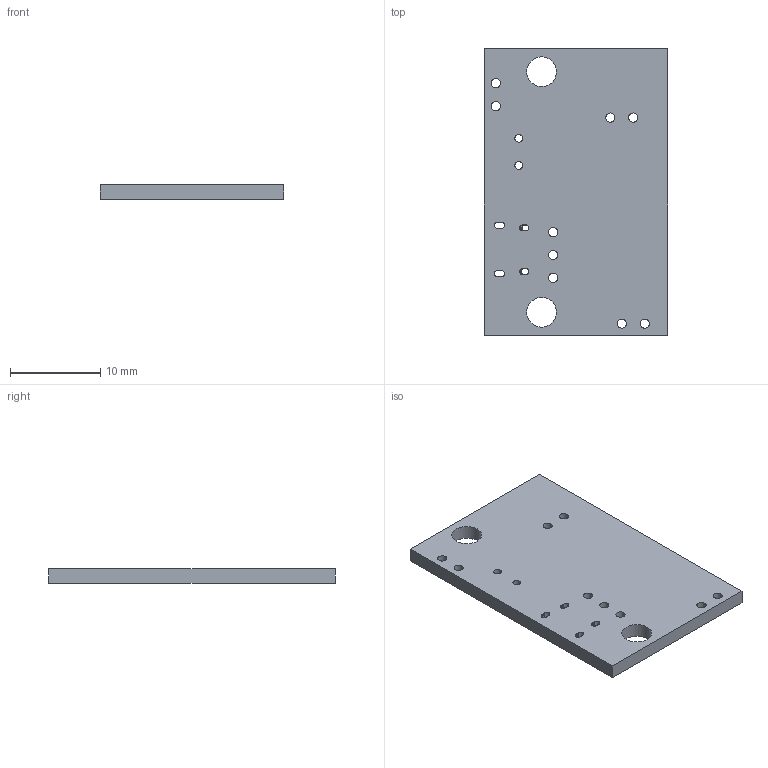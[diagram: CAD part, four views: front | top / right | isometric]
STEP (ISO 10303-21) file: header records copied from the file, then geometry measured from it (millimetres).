
FILE_DESCRIPTION(('KiCad electronic assembly'),'2;1');
FILE_NAME('kicadBoard.step','2022-11-07T06:02:17',('Pcbnew'),('Kicad'), 'Open CASCADE STEP processor 7.6','KiCad to STEP converter','Unknown' );
FILE_SCHEMA(('AUTOMOTIVE_DESIGN { 1 0 10303 214 1 1 1 1 }'));
Length unit declared in the file: millimetre
Products named in the file (2): kicadBoard 1; _autosave-kicadBoard PCB
Assembly tree (1 placements, depth 2):
  kicadBoard 1
    _autosave-kicadBoard PCB
Bounding box: 20.32 x 31.75 x 1.6 mm (x, y, z)
Volume: 987.7 mm3; surface area: 1514.1 mm2
Topology: 4 solids, 4 shells, 62 faces, 166 edges, 112 vertices
Faces by surface type: cylinder 52, plane 10
Full cylindrical faces by diameter (mm): 0.85 x2, 1.016 x9, 3.302 x2
Entity records: 4247 total; most frequent: CARTESIAN_POINT 740, DIRECTION 662, ORIENTED_EDGE 332, PCURVE 332, DEFINITIONAL_REPRESENTATION 332, LINE 230, VECTOR 230, CIRCLE 202
